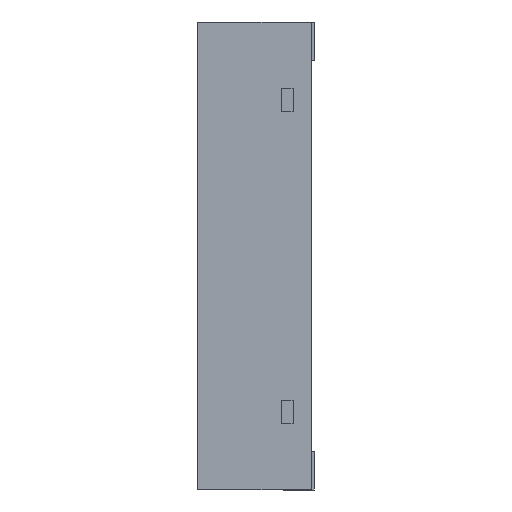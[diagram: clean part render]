
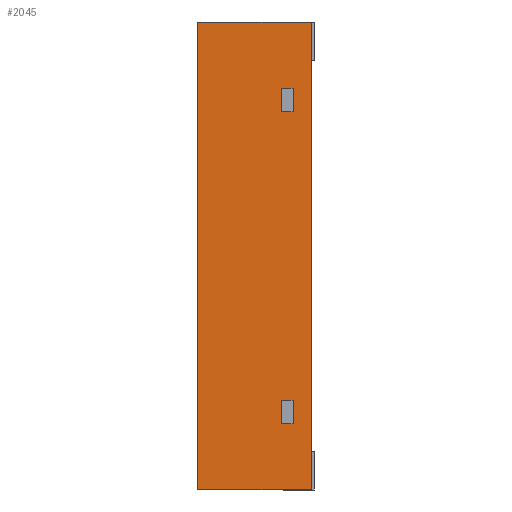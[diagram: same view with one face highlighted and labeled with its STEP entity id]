
A CAD part, left-side view. The second image highlights one B-rep face of the part: STEP entity #2045.
In plain terms, the highlighted planar face has unit normal (-1, 0, 0).
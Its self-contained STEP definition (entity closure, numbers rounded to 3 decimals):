
#135 = VERTEX_POINT ( 'NONE', #2950 ) ;
#149 = CARTESIAN_POINT ( 'NONE',  ( -1., 0.117, 1.5 ) ) ;
#175 = ORIENTED_EDGE ( 'NONE', *, *, #2251, .T. ) ;
#229 = LINE ( 'NONE', #149, #1188 ) ;
#232 = VECTOR ( 'NONE', #3994, 1000. ) ;
#240 = LINE ( 'NONE', #2589, #3570 ) ;
#247 = VECTOR ( 'NONE', #463, 1000. ) ;
#318 = EDGE_LOOP ( 'NONE', ( #1432, #6783, #5038, #5803 ) ) ;
#377 = ORIENTED_EDGE ( 'NONE', *, *, #1100, .T. ) ;
#454 = ORIENTED_EDGE ( 'NONE', *, *, #4990, .T. ) ;
#463 = DIRECTION ( 'NONE',  ( 0., 1., 0. ) ) ;
#476 = EDGE_CURVE ( 'NONE', #1421, #6849, #1292, .T. ) ;
#582 = CARTESIAN_POINT ( 'NONE',  ( -1., 0.192, 1.075 ) ) ;
#715 = VECTOR ( 'NONE', #1318, 1000. ) ;
#789 = VERTEX_POINT ( 'NONE', #1693 ) ;
#807 = DIRECTION ( 'NONE',  ( 0., 0., -1. ) ) ;
#851 = EDGE_CURVE ( 'NONE', #4480, #1537, #6635, .T. ) ;
#852 = PLANE ( 'NONE',  #2552 ) ;
#959 = ORIENTED_EDGE ( 'NONE', *, *, #851, .T. ) ;
#1054 = CARTESIAN_POINT ( 'NONE',  ( -1., 0.73, 1.5 ) ) ;
#1072 = DIRECTION ( 'NONE',  ( 0., -1., 0. ) ) ;
#1086 = VECTOR ( 'NONE', #4898, 1000. ) ;
#1100 = EDGE_CURVE ( 'NONE', #4746, #1598, #229, .T. ) ;
#1125 = DIRECTION ( 'NONE',  ( 0., 0., 1. ) ) ;
#1168 = CARTESIAN_POINT ( 'NONE',  ( -1., 0.117, 1.075 ) ) ;
#1188 = VECTOR ( 'NONE', #4067, 1000. ) ;
#1292 = LINE ( 'NONE', #6046, #1891 ) ;
#1318 = DIRECTION ( 'NONE',  ( 0., -1., 0. ) ) ;
#1421 = VERTEX_POINT ( 'NONE', #4236 ) ;
#1432 = ORIENTED_EDGE ( 'NONE', *, *, #476, .T. ) ;
#1473 = ORIENTED_EDGE ( 'NONE', *, *, #4852, .T. ) ;
#1508 = DIRECTION ( 'NONE',  ( 0., 0., 1. ) ) ;
#1537 = VERTEX_POINT ( 'NONE', #3710 ) ;
#1598 = VERTEX_POINT ( 'NONE', #7147 ) ;
#1693 = CARTESIAN_POINT ( 'NONE',  ( -1., 0.73, -1.5 ) ) ;
#1821 = LINE ( 'NONE', #6634, #6487 ) ;
#1848 = CARTESIAN_POINT ( 'NONE',  ( -1., 0.73, 1.075 ) ) ;
#1891 = VECTOR ( 'NONE', #1508, 1000. ) ;
#1962 = DIRECTION ( 'NONE',  ( 0., 0., -1. ) ) ;
#2045 = ADVANCED_FACE ( 'NONE', ( #3766, #6131, #4896 ), #852, .F. ) ;
#2146 = VERTEX_POINT ( 'NONE', #1054 ) ;
#2189 = LINE ( 'NONE', #1848, #715 ) ;
#2251 = EDGE_CURVE ( 'NONE', #4301, #4746, #2189, .T. ) ;
#2287 = CARTESIAN_POINT ( 'NONE',  ( -1., 0.73, -0.926 ) ) ;
#2552 = AXIS2_PLACEMENT_3D ( 'NONE', #5299, #3083, #1962 ) ;
#2589 = CARTESIAN_POINT ( 'NONE',  ( -1., 0.73, 1.5 ) ) ;
#2593 = EDGE_CURVE ( 'NONE', #1598, #3523, #6660, .T. ) ;
#2692 = VECTOR ( 'NONE', #1125, 1000. ) ;
#2833 = ORIENTED_EDGE ( 'NONE', *, *, #5871, .T. ) ;
#2950 = CARTESIAN_POINT ( 'NONE',  ( -1., 0.117, -0.926 ) ) ;
#3083 = DIRECTION ( 'NONE',  ( 1., 0., 0. ) ) ;
#3249 = CARTESIAN_POINT ( 'NONE',  ( -1., 0., 1.5 ) ) ;
#3347 = EDGE_CURVE ( 'NONE', #789, #1421, #1821, .T. ) ;
#3420 = LINE ( 'NONE', #7175, #247 ) ;
#3523 = VERTEX_POINT ( 'NONE', #5806 ) ;
#3532 = VERTEX_POINT ( 'NONE', #4680 ) ;
#3548 = CARTESIAN_POINT ( 'NONE',  ( -1., 0.117, 1.5 ) ) ;
#3570 = VECTOR ( 'NONE', #3743, 1000. ) ;
#3710 = CARTESIAN_POINT ( 'NONE',  ( -1., 0.192, -0.926 ) ) ;
#3715 = CARTESIAN_POINT ( 'NONE',  ( -1., 0.73, 0.925 ) ) ;
#3740 = DIRECTION ( 'NONE',  ( 0., 1., 0. ) ) ;
#3743 = DIRECTION ( 'NONE',  ( 0., -1., 0. ) ) ;
#3766 = FACE_BOUND ( 'NONE', #5445, .T. ) ;
#3994 = DIRECTION ( 'NONE',  ( 0., 0., 1. ) ) ;
#4064 = LINE ( 'NONE', #4306, #1086 ) ;
#4067 = DIRECTION ( 'NONE',  ( 0., 0., -1. ) ) ;
#4236 = CARTESIAN_POINT ( 'NONE',  ( -1., 0., -1.5 ) ) ;
#4301 = VERTEX_POINT ( 'NONE', #582 ) ;
#4306 = CARTESIAN_POINT ( 'NONE',  ( -1., 0.73, 1.5 ) ) ;
#4310 = EDGE_CURVE ( 'NONE', #2146, #6849, #240, .T. ) ;
#4337 = LINE ( 'NONE', #6225, #232 ) ;
#4480 = VERTEX_POINT ( 'NONE', #5261 ) ;
#4532 = DIRECTION ( 'NONE',  ( 0., -1., 0. ) ) ;
#4658 = EDGE_CURVE ( 'NONE', #3523, #4301, #4337, .T. ) ;
#4680 = CARTESIAN_POINT ( 'NONE',  ( -1., 0.117, -1.076 ) ) ;
#4746 = VERTEX_POINT ( 'NONE', #1168 ) ;
#4776 = LINE ( 'NONE', #3548, #5760 ) ;
#4852 = EDGE_CURVE ( 'NONE', #135, #3532, #4776, .T. ) ;
#4896 = FACE_OUTER_BOUND ( 'NONE', #318, .T. ) ;
#4898 = DIRECTION ( 'NONE',  ( 0., 0., 1. ) ) ;
#4990 = EDGE_CURVE ( 'NONE', #3532, #4480, #3420, .T. ) ;
#5038 = ORIENTED_EDGE ( 'NONE', *, *, #6871, .F. ) ;
#5133 = VECTOR ( 'NONE', #4532, 1000. ) ;
#5197 = ORIENTED_EDGE ( 'NONE', *, *, #2593, .T. ) ;
#5261 = CARTESIAN_POINT ( 'NONE',  ( -1., 0.192, -1.076 ) ) ;
#5299 = CARTESIAN_POINT ( 'NONE',  ( -1., 0.73, 1.5 ) ) ;
#5445 = EDGE_LOOP ( 'NONE', ( #959, #2833, #1473, #454 ) ) ;
#5760 = VECTOR ( 'NONE', #807, 1000. ) ;
#5803 = ORIENTED_EDGE ( 'NONE', *, *, #3347, .T. ) ;
#5806 = CARTESIAN_POINT ( 'NONE',  ( -1., 0.192, 0.925 ) ) ;
#5871 = EDGE_CURVE ( 'NONE', #1537, #135, #7246, .T. ) ;
#5961 = EDGE_LOOP ( 'NONE', ( #377, #5197, #6604, #175 ) ) ;
#6046 = CARTESIAN_POINT ( 'NONE',  ( -1., 0., 1.5 ) ) ;
#6124 = VECTOR ( 'NONE', #3740, 1000. ) ;
#6131 = FACE_BOUND ( 'NONE', #5961, .T. ) ;
#6204 = CARTESIAN_POINT ( 'NONE',  ( -1., 0.192, 1.5 ) ) ;
#6225 = CARTESIAN_POINT ( 'NONE',  ( -1., 0.192, 1.5 ) ) ;
#6487 = VECTOR ( 'NONE', #1072, 1000. ) ;
#6604 = ORIENTED_EDGE ( 'NONE', *, *, #4658, .T. ) ;
#6634 = CARTESIAN_POINT ( 'NONE',  ( -1., 0.73, -1.5 ) ) ;
#6635 = LINE ( 'NONE', #6204, #2692 ) ;
#6660 = LINE ( 'NONE', #3715, #6124 ) ;
#6783 = ORIENTED_EDGE ( 'NONE', *, *, #4310, .F. ) ;
#6849 = VERTEX_POINT ( 'NONE', #3249 ) ;
#6871 = EDGE_CURVE ( 'NONE', #789, #2146, #4064, .T. ) ;
#7147 = CARTESIAN_POINT ( 'NONE',  ( -1., 0.117, 0.925 ) ) ;
#7175 = CARTESIAN_POINT ( 'NONE',  ( -1., 0.73, -1.076 ) ) ;
#7246 = LINE ( 'NONE', #2287, #5133 ) ;
